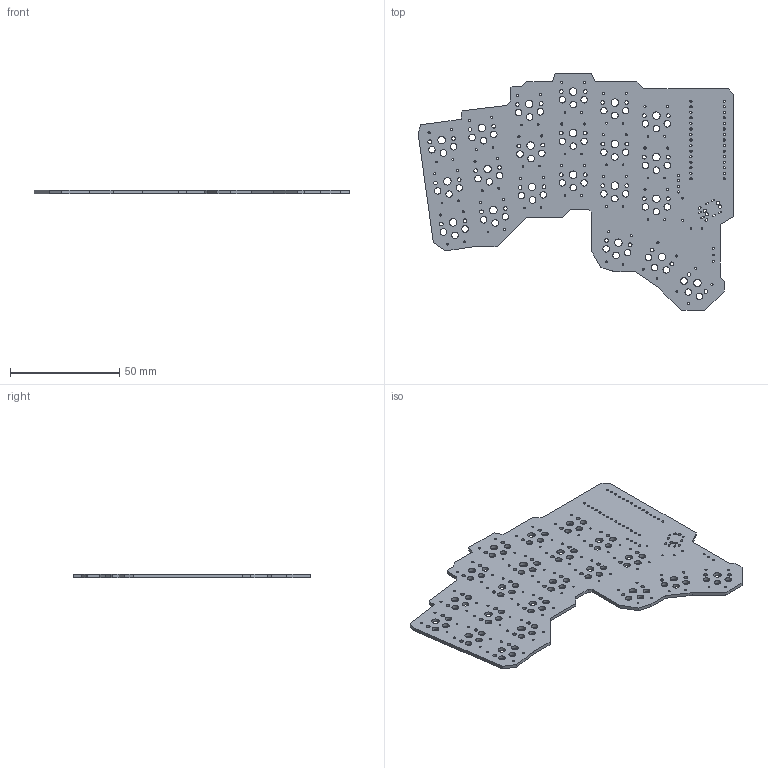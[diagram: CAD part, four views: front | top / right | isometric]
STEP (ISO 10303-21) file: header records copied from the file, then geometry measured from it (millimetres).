
FILE_DESCRIPTION(('KiCad electronic assembly'),'2;1');
FILE_NAME('esp32_s3_port.step','2025-09-07T18:28:45',('Pcbnew'),('Kicad' ),'Open CASCADE STEP processor 7.9','KiCad to STEP converter', 'Unknown');
FILE_SCHEMA(('AUTOMOTIVE_DESIGN { 1 0 10303 214 1 1 1 1 }'));
Length unit declared in the file: millimetre
Products named in the file (2): esp32_s3_port 1; esp32_s3_port_PCB
Assembly tree (1 placements, depth 2):
  esp32_s3_port 1
    esp32_s3_port_PCB
Bounding box: 144.78 x 108.58 x 1.51 mm (x, y, z)
Volume: 14679.8 mm3; surface area: 22374.7 mm2
Topology: 1 solids, 1 shells, 330 faces, 984 edges, 656 vertices
Faces by surface type: cylinder 271, plane 59
Full cylindrical faces by diameter (mm): 0.762 x2, 0.8 x47, 0.991 x42, 1 x34, 1.5 x4, 1.702 x42, 3 x63, 3.429 x21
Entity records: 12479 total; most frequent: DIRECTION 2190, CARTESIAN_POINT 1972, ORIENTED_EDGE 1968, EDGE_CURVE 984, AXIS2_PLACEMENT_3D 874, FACE_BOUND 856, EDGE_LOOP 856, VERTEX_POINT 656
